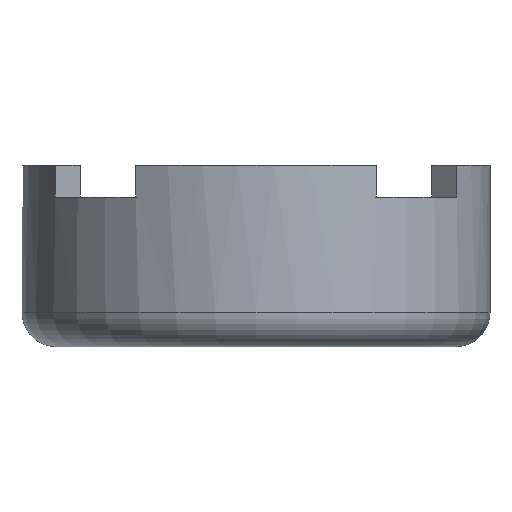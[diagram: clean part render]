
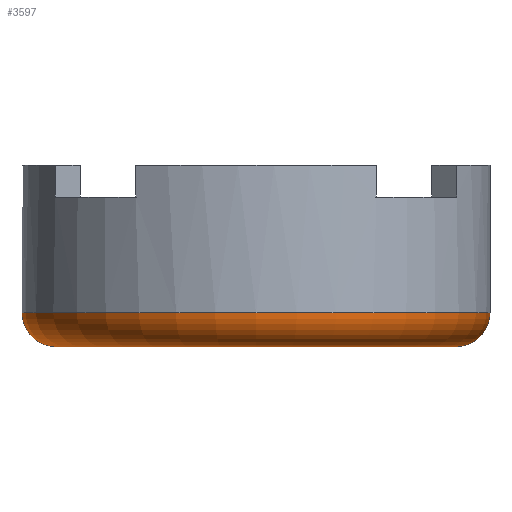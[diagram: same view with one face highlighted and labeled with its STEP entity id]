
A CAD part, front view. The second image highlights one B-rep face of the part: STEP entity #3597.
In plain terms, the highlighted toroidal (fillet/blend) face has major radius 8.82 mm and minor radius 1.5 mm.
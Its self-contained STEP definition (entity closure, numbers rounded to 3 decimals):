
#2507 = CYLINDRICAL_SURFACE('',#2508,10.32);
#2508 = AXIS2_PLACEMENT_3D('',#2509,#2510,#2511);
#2509 = CARTESIAN_POINT('',(0.,0.,0.));
#2510 = DIRECTION('',(-0.,-0.,-1.));
#2511 = DIRECTION('',(1.,0.,0.));
#3530 = EDGE_CURVE('',#3531,#3531,#3533,.T.);
#3531 = VERTEX_POINT('',#3532);
#3532 = CARTESIAN_POINT('',(10.32,0.,1.5));
#3533 = SURFACE_CURVE('',#3534,(#3539,#3546),.PCURVE_S1.);
#3534 = CIRCLE('',#3535,10.32);
#3535 = AXIS2_PLACEMENT_3D('',#3536,#3537,#3538);
#3536 = CARTESIAN_POINT('',(0.,0.,1.5));
#3537 = DIRECTION('',(0.,0.,1.));
#3538 = DIRECTION('',(1.,0.,-0.));
#3539 = PCURVE('',#2507,#3540);
#3540 = DEFINITIONAL_REPRESENTATION('',(#3541),#3545);
#3541 = LINE('',#3542,#3543);
#3542 = CARTESIAN_POINT('',(-0.,-1.5));
#3543 = VECTOR('',#3544,1.);
#3544 = DIRECTION('',(-1.,0.));
#3545 = ( GEOMETRIC_REPRESENTATION_CONTEXT(2) 
PARAMETRIC_REPRESENTATION_CONTEXT() REPRESENTATION_CONTEXT('2D SPACE',''
  ) );
#3546 = PCURVE('',#3547,#3552);
#3547 = TOROIDAL_SURFACE('',#3548,8.82,1.5);
#3548 = AXIS2_PLACEMENT_3D('',#3549,#3550,#3551);
#3549 = CARTESIAN_POINT('',(0.,0.,1.5));
#3550 = DIRECTION('',(-0.,-0.,-1.));
#3551 = DIRECTION('',(1.,0.,-0.));
#3552 = DEFINITIONAL_REPRESENTATION('',(#3553),#3557);
#3553 = LINE('',#3554,#3555);
#3554 = CARTESIAN_POINT('',(-0.,0.));
#3555 = VECTOR('',#3556,1.);
#3556 = DIRECTION('',(-1.,0.));
#3557 = ( GEOMETRIC_REPRESENTATION_CONTEXT(2) 
PARAMETRIC_REPRESENTATION_CONTEXT() REPRESENTATION_CONTEXT('2D SPACE',''
  ) );
#3597 = ADVANCED_FACE('',(#3598),#3547,.T.);
#3598 = FACE_BOUND('',#3599,.F.);
#3599 = EDGE_LOOP('',(#3600,#3622,#3623,#3624));
#3600 = ORIENTED_EDGE('',*,*,#3601,.F.);
#3601 = EDGE_CURVE('',#3531,#3602,#3604,.T.);
#3602 = VERTEX_POINT('',#3603);
#3603 = CARTESIAN_POINT('',(8.82,0.,0.));
#3604 = SEAM_CURVE('',#3605,(#3610,#3616),.PCURVE_S1.);
#3605 = CIRCLE('',#3606,1.5);
#3606 = AXIS2_PLACEMENT_3D('',#3607,#3608,#3609);
#3607 = CARTESIAN_POINT('',(8.82,0.,1.5));
#3608 = DIRECTION('',(0.,1.,0.));
#3609 = DIRECTION('',(1.,0.,-0.));
#3610 = PCURVE('',#3547,#3611);
#3611 = DEFINITIONAL_REPRESENTATION('',(#3612),#3615);
#3612 = B_SPLINE_CURVE_WITH_KNOTS('',1,(#3613,#3614),.UNSPECIFIED.,.F.,
  .F.,(2,2),(0.,1.571),.PIECEWISE_BEZIER_KNOTS.);
#3613 = CARTESIAN_POINT('',(0.,0.));
#3614 = CARTESIAN_POINT('',(0.,1.571));
#3615 = ( GEOMETRIC_REPRESENTATION_CONTEXT(2) 
PARAMETRIC_REPRESENTATION_CONTEXT() REPRESENTATION_CONTEXT('2D SPACE',''
  ) );
#3616 = PCURVE('',#3547,#3617);
#3617 = DEFINITIONAL_REPRESENTATION('',(#3618),#3621);
#3618 = B_SPLINE_CURVE_WITH_KNOTS('',1,(#3619,#3620),.UNSPECIFIED.,.F.,
  .F.,(2,2),(0.,1.571),.PIECEWISE_BEZIER_KNOTS.);
#3619 = CARTESIAN_POINT('',(-6.283,0.));
#3620 = CARTESIAN_POINT('',(-6.283,1.571));
#3621 = ( GEOMETRIC_REPRESENTATION_CONTEXT(2) 
PARAMETRIC_REPRESENTATION_CONTEXT() REPRESENTATION_CONTEXT('2D SPACE',''
  ) );
#3622 = ORIENTED_EDGE('',*,*,#3530,.F.);
#3623 = ORIENTED_EDGE('',*,*,#3601,.T.);
#3624 = ORIENTED_EDGE('',*,*,#3625,.T.);
#3625 = EDGE_CURVE('',#3602,#3602,#3626,.T.);
#3626 = SURFACE_CURVE('',#3627,(#3632,#3639),.PCURVE_S1.);
#3627 = CIRCLE('',#3628,8.82);
#3628 = AXIS2_PLACEMENT_3D('',#3629,#3630,#3631);
#3629 = CARTESIAN_POINT('',(0.,0.,0.));
#3630 = DIRECTION('',(0.,0.,1.));
#3631 = DIRECTION('',(1.,0.,-0.));
#3632 = PCURVE('',#3547,#3633);
#3633 = DEFINITIONAL_REPRESENTATION('',(#3634),#3638);
#3634 = LINE('',#3635,#3636);
#3635 = CARTESIAN_POINT('',(-0.,1.571));
#3636 = VECTOR('',#3637,1.);
#3637 = DIRECTION('',(-1.,0.));
#3638 = ( GEOMETRIC_REPRESENTATION_CONTEXT(2) 
PARAMETRIC_REPRESENTATION_CONTEXT() REPRESENTATION_CONTEXT('2D SPACE',''
  ) );
#3639 = PCURVE('',#3640,#3645);
#3640 = PLANE('',#3641);
#3641 = AXIS2_PLACEMENT_3D('',#3642,#3643,#3644);
#3642 = CARTESIAN_POINT('',(0.,0.,0.));
#3643 = DIRECTION('',(0.,0.,1.));
#3644 = DIRECTION('',(1.,0.,0.));
#3645 = DEFINITIONAL_REPRESENTATION('',(#3646),#3650);
#3646 = CIRCLE('',#3647,8.82);
#3647 = AXIS2_PLACEMENT_2D('',#3648,#3649);
#3648 = CARTESIAN_POINT('',(0.,0.));
#3649 = DIRECTION('',(1.,0.));
#3650 = ( GEOMETRIC_REPRESENTATION_CONTEXT(2) 
PARAMETRIC_REPRESENTATION_CONTEXT() REPRESENTATION_CONTEXT('2D SPACE',''
  ) );
